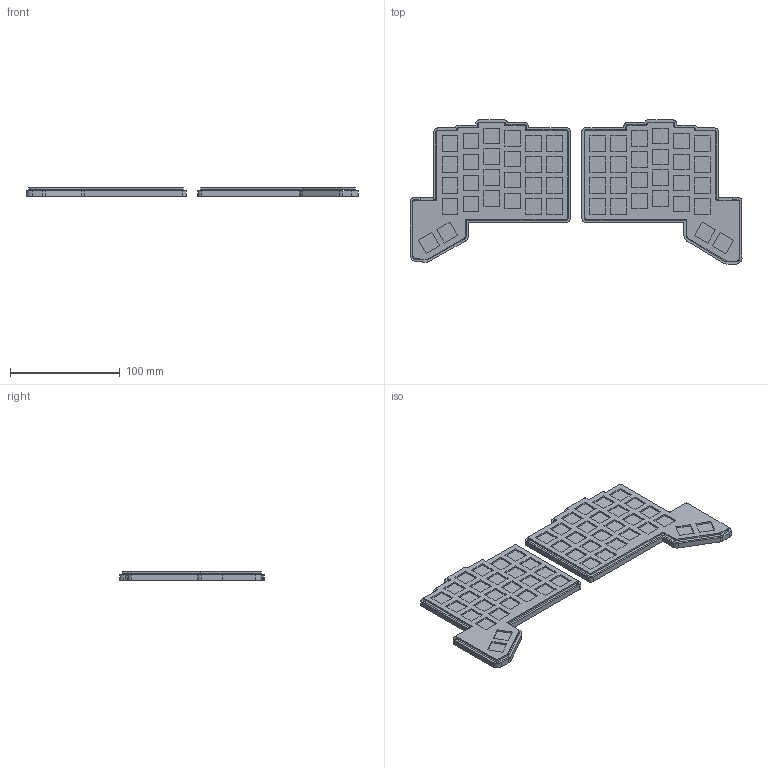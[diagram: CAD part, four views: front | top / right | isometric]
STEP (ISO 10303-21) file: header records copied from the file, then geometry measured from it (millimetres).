
FILE_DESCRIPTION(/* description */ (''),/* implementation_level */ '2;1');
FILE_NAME(/* name */ 'keyboard_case.step',/* time_stamp */ '2026-01-20T01:08:25-05:00',/* author */ (''),/* organization */ (''),/* preprocessor_version */ 'ST-DEVELOPER v20.1',/* originating_system */ 'Autodesk Translation Framework v14.21.0.0',/* authorisation */ '');
FILE_SCHEMA (('AUTOMOTIVE_DESIGN { 1 0 10303 214 3 1 1 }'));
Length unit declared in the file: millimetre
Products named in the file (1): 2026-01-19-19-41-55-497
Bounding box: 302.15 x 131.4 x 7.93 mm (x, y, z)
Volume: 78166.3 mm3; surface area: 92789.5 mm2
Topology: 4 solids, 4 shells, 421 faces, 1239 edges, 826 vertices
Faces by surface type: plane 329, cylinder 92
Entity records: 14144 total; most frequent: CARTESIAN_POINT 2487, ORIENTED_EDGE 2478, DIRECTION 2267, EDGE_CURVE 1239, LINE 1055, VECTOR 1055, VERTEX_POINT 826, AXIS2_PLACEMENT_3D 606
